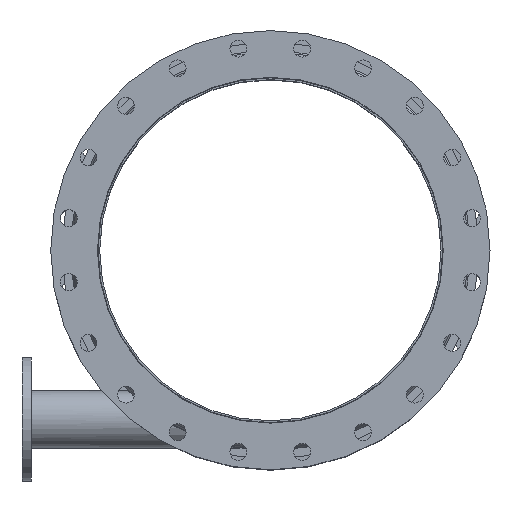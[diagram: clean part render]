
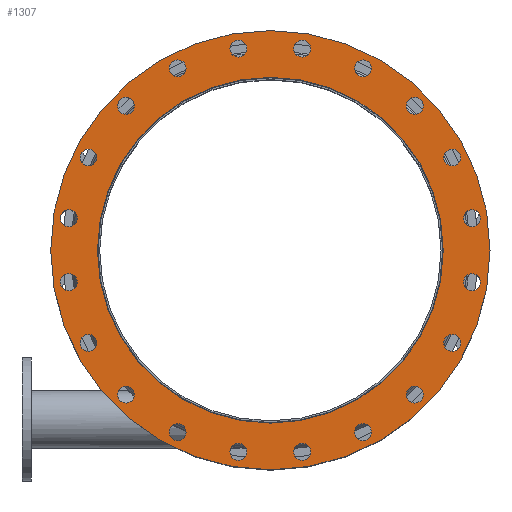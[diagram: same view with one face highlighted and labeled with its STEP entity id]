
A CAD part, top view. The second image highlights one B-rep face of the part: STEP entity #1307.
In plain terms, the highlighted planar face has unit normal (0, 0, 1).
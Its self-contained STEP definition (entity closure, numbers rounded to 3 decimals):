
#44=PLANE('',#1453);
#89=FACE_BOUND('',#380,.T.);
#90=FACE_BOUND('',#381,.T.);
#91=FACE_BOUND('',#382,.T.);
#92=FACE_BOUND('',#383,.T.);
#93=FACE_BOUND('',#384,.T.);
#94=FACE_BOUND('',#385,.T.);
#95=FACE_BOUND('',#386,.T.);
#96=FACE_BOUND('',#387,.T.);
#97=FACE_BOUND('',#388,.T.);
#98=FACE_BOUND('',#389,.T.);
#99=FACE_BOUND('',#390,.T.);
#100=FACE_BOUND('',#391,.T.);
#101=FACE_BOUND('',#392,.T.);
#102=FACE_BOUND('',#393,.T.);
#103=FACE_BOUND('',#394,.T.);
#104=FACE_BOUND('',#395,.T.);
#105=FACE_BOUND('',#396,.T.);
#106=FACE_BOUND('',#397,.T.);
#107=FACE_BOUND('',#398,.T.);
#108=FACE_BOUND('',#399,.T.);
#109=FACE_BOUND('',#400,.T.);
#263=FACE_OUTER_BOUND('',#379,.T.);
#379=EDGE_LOOP('',(#1020));
#380=EDGE_LOOP('',(#1021));
#381=EDGE_LOOP('',(#1022));
#382=EDGE_LOOP('',(#1023));
#383=EDGE_LOOP('',(#1024));
#384=EDGE_LOOP('',(#1025));
#385=EDGE_LOOP('',(#1026));
#386=EDGE_LOOP('',(#1027));
#387=EDGE_LOOP('',(#1028));
#388=EDGE_LOOP('',(#1029));
#389=EDGE_LOOP('',(#1030));
#390=EDGE_LOOP('',(#1031));
#391=EDGE_LOOP('',(#1032));
#392=EDGE_LOOP('',(#1033));
#393=EDGE_LOOP('',(#1034));
#394=EDGE_LOOP('',(#1035));
#395=EDGE_LOOP('',(#1036));
#396=EDGE_LOOP('',(#1037));
#397=EDGE_LOOP('',(#1038));
#398=EDGE_LOOP('',(#1039));
#399=EDGE_LOOP('',(#1040));
#400=EDGE_LOOP('',(#1041));
#577=CIRCLE('',#1388,307.);
#579=CIRCLE('',#1391,15.);
#581=CIRCLE('',#1394,15.);
#583=CIRCLE('',#1397,15.);
#585=CIRCLE('',#1400,15.);
#587=CIRCLE('',#1403,15.);
#589=CIRCLE('',#1406,15.);
#591=CIRCLE('',#1409,15.);
#593=CIRCLE('',#1412,15.);
#595=CIRCLE('',#1415,15.);
#597=CIRCLE('',#1418,15.);
#599=CIRCLE('',#1421,15.);
#601=CIRCLE('',#1424,15.);
#603=CIRCLE('',#1427,15.);
#605=CIRCLE('',#1430,15.);
#607=CIRCLE('',#1433,15.);
#609=CIRCLE('',#1436,15.);
#611=CIRCLE('',#1439,15.);
#613=CIRCLE('',#1442,15.);
#615=CIRCLE('',#1445,15.);
#617=CIRCLE('',#1448,15.);
#619=CIRCLE('',#1451,390.);
#706=VERTEX_POINT('',#2178);
#708=VERTEX_POINT('',#2183);
#710=VERTEX_POINT('',#2188);
#712=VERTEX_POINT('',#2193);
#714=VERTEX_POINT('',#2198);
#716=VERTEX_POINT('',#2203);
#718=VERTEX_POINT('',#2208);
#720=VERTEX_POINT('',#2213);
#722=VERTEX_POINT('',#2218);
#724=VERTEX_POINT('',#2223);
#726=VERTEX_POINT('',#2228);
#728=VERTEX_POINT('',#2233);
#730=VERTEX_POINT('',#2238);
#732=VERTEX_POINT('',#2243);
#734=VERTEX_POINT('',#2248);
#736=VERTEX_POINT('',#2253);
#738=VERTEX_POINT('',#2258);
#740=VERTEX_POINT('',#2263);
#742=VERTEX_POINT('',#2268);
#744=VERTEX_POINT('',#2273);
#746=VERTEX_POINT('',#2278);
#748=VERTEX_POINT('',#2283);
#835=EDGE_CURVE('',#706,#706,#577,.T.);
#837=EDGE_CURVE('',#708,#708,#579,.T.);
#839=EDGE_CURVE('',#710,#710,#581,.T.);
#841=EDGE_CURVE('',#712,#712,#583,.T.);
#843=EDGE_CURVE('',#714,#714,#585,.T.);
#845=EDGE_CURVE('',#716,#716,#587,.T.);
#847=EDGE_CURVE('',#718,#718,#589,.T.);
#849=EDGE_CURVE('',#720,#720,#591,.T.);
#851=EDGE_CURVE('',#722,#722,#593,.T.);
#853=EDGE_CURVE('',#724,#724,#595,.T.);
#855=EDGE_CURVE('',#726,#726,#597,.T.);
#857=EDGE_CURVE('',#728,#728,#599,.T.);
#859=EDGE_CURVE('',#730,#730,#601,.T.);
#861=EDGE_CURVE('',#732,#732,#603,.T.);
#863=EDGE_CURVE('',#734,#734,#605,.T.);
#865=EDGE_CURVE('',#736,#736,#607,.T.);
#867=EDGE_CURVE('',#738,#738,#609,.T.);
#869=EDGE_CURVE('',#740,#740,#611,.T.);
#871=EDGE_CURVE('',#742,#742,#613,.T.);
#873=EDGE_CURVE('',#744,#744,#615,.T.);
#875=EDGE_CURVE('',#746,#746,#617,.T.);
#877=EDGE_CURVE('',#748,#748,#619,.T.);
#1020=ORIENTED_EDGE('',*,*,#877,.F.);
#1021=ORIENTED_EDGE('',*,*,#835,.T.);
#1022=ORIENTED_EDGE('',*,*,#837,.T.);
#1023=ORIENTED_EDGE('',*,*,#839,.T.);
#1024=ORIENTED_EDGE('',*,*,#841,.T.);
#1025=ORIENTED_EDGE('',*,*,#843,.T.);
#1026=ORIENTED_EDGE('',*,*,#845,.T.);
#1027=ORIENTED_EDGE('',*,*,#847,.T.);
#1028=ORIENTED_EDGE('',*,*,#849,.T.);
#1029=ORIENTED_EDGE('',*,*,#851,.T.);
#1030=ORIENTED_EDGE('',*,*,#853,.T.);
#1031=ORIENTED_EDGE('',*,*,#855,.T.);
#1032=ORIENTED_EDGE('',*,*,#857,.T.);
#1033=ORIENTED_EDGE('',*,*,#859,.T.);
#1034=ORIENTED_EDGE('',*,*,#861,.T.);
#1035=ORIENTED_EDGE('',*,*,#863,.T.);
#1036=ORIENTED_EDGE('',*,*,#865,.T.);
#1037=ORIENTED_EDGE('',*,*,#867,.T.);
#1038=ORIENTED_EDGE('',*,*,#869,.T.);
#1039=ORIENTED_EDGE('',*,*,#871,.T.);
#1040=ORIENTED_EDGE('',*,*,#873,.T.);
#1041=ORIENTED_EDGE('',*,*,#875,.T.);
#1307=ADVANCED_FACE('',(#263,#89,#90,#91,#92,#93,#94,#95,#96,#97,#98,#99,
#100,#101,#102,#103,#104,#105,#106,#107,#108,#109),#44,.F.);
#1388=AXIS2_PLACEMENT_3D('',#2179,#1622,#1623);
#1391=AXIS2_PLACEMENT_3D('',#2184,#1628,#1629);
#1394=AXIS2_PLACEMENT_3D('',#2189,#1634,#1635);
#1397=AXIS2_PLACEMENT_3D('',#2194,#1640,#1641);
#1400=AXIS2_PLACEMENT_3D('',#2199,#1646,#1647);
#1403=AXIS2_PLACEMENT_3D('',#2204,#1652,#1653);
#1406=AXIS2_PLACEMENT_3D('',#2209,#1658,#1659);
#1409=AXIS2_PLACEMENT_3D('',#2214,#1664,#1665);
#1412=AXIS2_PLACEMENT_3D('',#2219,#1670,#1671);
#1415=AXIS2_PLACEMENT_3D('',#2224,#1676,#1677);
#1418=AXIS2_PLACEMENT_3D('',#2229,#1682,#1683);
#1421=AXIS2_PLACEMENT_3D('',#2234,#1688,#1689);
#1424=AXIS2_PLACEMENT_3D('',#2239,#1694,#1695);
#1427=AXIS2_PLACEMENT_3D('',#2244,#1700,#1701);
#1430=AXIS2_PLACEMENT_3D('',#2249,#1706,#1707);
#1433=AXIS2_PLACEMENT_3D('',#2254,#1712,#1713);
#1436=AXIS2_PLACEMENT_3D('',#2259,#1718,#1719);
#1439=AXIS2_PLACEMENT_3D('',#2264,#1724,#1725);
#1442=AXIS2_PLACEMENT_3D('',#2269,#1730,#1731);
#1445=AXIS2_PLACEMENT_3D('',#2274,#1736,#1737);
#1448=AXIS2_PLACEMENT_3D('',#2279,#1742,#1743);
#1451=AXIS2_PLACEMENT_3D('',#2284,#1748,#1749);
#1453=AXIS2_PLACEMENT_3D('',#2287,#1752,#1753);
#1622=DIRECTION('center_axis',(0.,0.,-1.));
#1623=DIRECTION('ref_axis',(-1.,0.,0.));
#1628=DIRECTION('center_axis',(0.,0.,-1.));
#1629=DIRECTION('ref_axis',(-1.,0.,0.));
#1634=DIRECTION('center_axis',(0.,0.,-1.));
#1635=DIRECTION('ref_axis',(-1.,0.,0.));
#1640=DIRECTION('center_axis',(0.,0.,-1.));
#1641=DIRECTION('ref_axis',(-1.,0.,0.));
#1646=DIRECTION('center_axis',(0.,0.,-1.));
#1647=DIRECTION('ref_axis',(-1.,0.,0.));
#1652=DIRECTION('center_axis',(0.,0.,-1.));
#1653=DIRECTION('ref_axis',(-1.,0.,0.));
#1658=DIRECTION('center_axis',(0.,0.,-1.));
#1659=DIRECTION('ref_axis',(-1.,0.,0.));
#1664=DIRECTION('center_axis',(0.,0.,-1.));
#1665=DIRECTION('ref_axis',(-1.,0.,0.));
#1670=DIRECTION('center_axis',(0.,0.,-1.));
#1671=DIRECTION('ref_axis',(-1.,0.,0.));
#1676=DIRECTION('center_axis',(0.,0.,-1.));
#1677=DIRECTION('ref_axis',(-1.,0.,0.));
#1682=DIRECTION('center_axis',(0.,0.,-1.));
#1683=DIRECTION('ref_axis',(-1.,0.,0.));
#1688=DIRECTION('center_axis',(0.,0.,-1.));
#1689=DIRECTION('ref_axis',(-1.,0.,0.));
#1694=DIRECTION('center_axis',(0.,0.,-1.));
#1695=DIRECTION('ref_axis',(-1.,0.,0.));
#1700=DIRECTION('center_axis',(0.,0.,-1.));
#1701=DIRECTION('ref_axis',(-1.,0.,0.));
#1706=DIRECTION('center_axis',(0.,0.,-1.));
#1707=DIRECTION('ref_axis',(-1.,0.,0.));
#1712=DIRECTION('center_axis',(0.,0.,-1.));
#1713=DIRECTION('ref_axis',(-1.,0.,0.));
#1718=DIRECTION('center_axis',(0.,0.,-1.));
#1719=DIRECTION('ref_axis',(-1.,0.,0.));
#1724=DIRECTION('center_axis',(0.,0.,-1.));
#1725=DIRECTION('ref_axis',(-1.,0.,0.));
#1730=DIRECTION('center_axis',(0.,0.,-1.));
#1731=DIRECTION('ref_axis',(-1.,0.,0.));
#1736=DIRECTION('center_axis',(0.,0.,-1.));
#1737=DIRECTION('ref_axis',(-1.,0.,0.));
#1742=DIRECTION('center_axis',(0.,0.,-1.));
#1743=DIRECTION('ref_axis',(-1.,0.,0.));
#1748=DIRECTION('center_axis',(0.,0.,-1.));
#1749=DIRECTION('ref_axis',(-1.,0.,0.));
#1752=DIRECTION('center_axis',(0.,0.,-1.));
#1753=DIRECTION('ref_axis',(-1.,0.,0.));
#2178=CARTESIAN_POINT('',(307.,0.,350.));
#2179=CARTESIAN_POINT('Origin',(0.,0.,350.));
#2183=CARTESIAN_POINT('',(-41.707,358.037,350.));
#2184=CARTESIAN_POINT('Origin',(-56.707,358.037,350.));
#2188=CARTESIAN_POINT('',(-149.572,322.99,350.));
#2189=CARTESIAN_POINT('Origin',(-164.572,322.99,350.));
#2193=CARTESIAN_POINT('',(-241.326,256.326,350.));
#2194=CARTESIAN_POINT('Origin',(-256.326,256.326,350.));
#2198=CARTESIAN_POINT('',(-307.99,164.572,350.));
#2199=CARTESIAN_POINT('Origin',(-322.99,164.572,350.));
#2203=CARTESIAN_POINT('',(-343.037,56.708,350.));
#2204=CARTESIAN_POINT('Origin',(-358.037,56.708,350.));
#2208=CARTESIAN_POINT('',(-343.037,-56.707,350.));
#2209=CARTESIAN_POINT('Origin',(-358.037,-56.707,350.));
#2213=CARTESIAN_POINT('',(-307.99,-164.572,350.));
#2214=CARTESIAN_POINT('Origin',(-322.99,-164.572,350.));
#2218=CARTESIAN_POINT('',(-241.326,-256.326,350.));
#2219=CARTESIAN_POINT('Origin',(-256.326,-256.326,350.));
#2223=CARTESIAN_POINT('',(-149.572,-322.99,350.));
#2224=CARTESIAN_POINT('Origin',(-164.572,-322.99,350.));
#2228=CARTESIAN_POINT('',(-41.708,-358.037,350.));
#2229=CARTESIAN_POINT('Origin',(-56.708,-358.037,350.));
#2233=CARTESIAN_POINT('',(71.707,-358.037,350.));
#2234=CARTESIAN_POINT('Origin',(56.707,-358.037,350.));
#2238=CARTESIAN_POINT('',(179.572,-322.99,350.));
#2239=CARTESIAN_POINT('Origin',(164.572,-322.99,350.));
#2243=CARTESIAN_POINT('',(271.326,-256.326,350.));
#2244=CARTESIAN_POINT('Origin',(256.326,-256.326,350.));
#2248=CARTESIAN_POINT('',(337.99,-164.572,350.));
#2249=CARTESIAN_POINT('Origin',(322.99,-164.572,350.));
#2253=CARTESIAN_POINT('',(373.037,-56.708,350.));
#2254=CARTESIAN_POINT('Origin',(358.037,-56.708,350.));
#2258=CARTESIAN_POINT('',(373.037,56.707,350.));
#2259=CARTESIAN_POINT('Origin',(358.037,56.707,350.));
#2263=CARTESIAN_POINT('',(337.99,164.572,350.));
#2264=CARTESIAN_POINT('Origin',(322.99,164.572,350.));
#2268=CARTESIAN_POINT('',(271.326,256.326,350.));
#2269=CARTESIAN_POINT('Origin',(256.326,256.326,350.));
#2273=CARTESIAN_POINT('',(179.572,322.99,350.));
#2274=CARTESIAN_POINT('Origin',(164.572,322.99,350.));
#2278=CARTESIAN_POINT('',(71.708,358.037,350.));
#2279=CARTESIAN_POINT('Origin',(56.708,358.037,350.));
#2283=CARTESIAN_POINT('',(390.,0.,350.));
#2284=CARTESIAN_POINT('Origin',(0.,0.,350.));
#2287=CARTESIAN_POINT('Origin',(0.,0.,350.));
